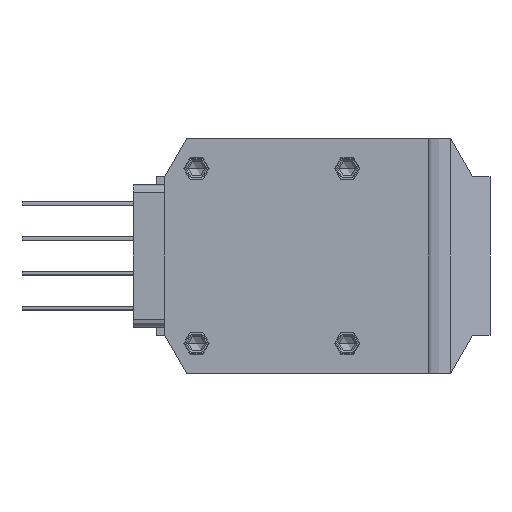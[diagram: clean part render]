
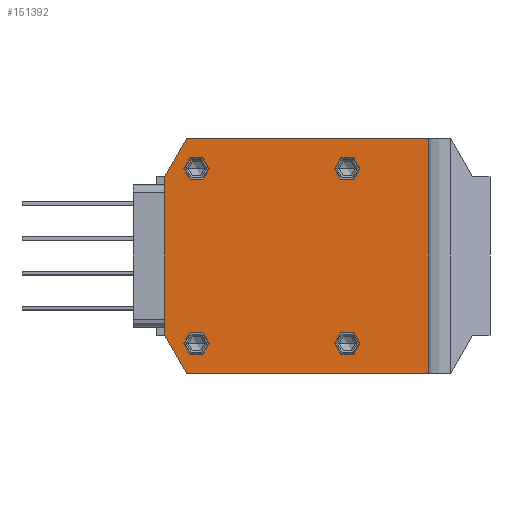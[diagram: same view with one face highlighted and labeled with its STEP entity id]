
A CAD part, front view. The second image highlights one B-rep face of the part: STEP entity #151392.
In plain terms, the highlighted planar face has unit normal (0, -1, 0).
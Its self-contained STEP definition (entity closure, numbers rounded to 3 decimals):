
#1178 = AXIS2_PLACEMENT_3D ( 'NONE', #163879, #76532, #178597 ) ;
#3844 = AXIS2_PLACEMENT_3D ( 'NONE', #7232, #109204, #21871 ) ;
#6097 = CARTESIAN_POINT ( 'NONE',  ( 7.5, 0., 55. ) ) ;
#6205 = EDGE_CURVE ( 'NONE', #61884, #157429, #36286, .T. ) ;
#7018 = EDGE_CURVE ( 'NONE', #157429, #61884, #99683, .T. ) ;
#7232 = CARTESIAN_POINT ( 'NONE',  ( 15., 0., -55. ) ) ;
#7233 = CARTESIAN_POINT ( 'NONE',  ( -80., 0., -55. ) ) ;
#8197 = LINE ( 'NONE', #63336, #42449 ) ;
#9021 = DIRECTION ( 'NONE',  ( 1., 0., 0. ) ) ;
#10185 = CARTESIAN_POINT ( 'NONE',  ( -86.145, 0., -74. ) ) ;
#11638 = VECTOR ( 'NONE', #88959, 1000. ) ;
#13541 = CARTESIAN_POINT ( 'NONE',  ( -80., 0., 55. ) ) ;
#16184 = LINE ( 'NONE', #132915, #11638 ) ;
#17351 = CIRCLE ( 'NONE', #1178, 7.5 ) ;
#19908 = CARTESIAN_POINT ( 'NONE',  ( -86.145, 0., -74. ) ) ;
#21871 = DIRECTION ( 'NONE',  ( 1., 0., 0. ) ) ;
#21874 = DIRECTION ( 'NONE',  ( 1., 0., 0. ) ) ;
#24009 = LINE ( 'NONE', #105107, #135777 ) ;
#24323 = VERTEX_POINT ( 'NONE', #117518 ) ;
#24508 = CARTESIAN_POINT ( 'NONE',  ( 105., 0., -74. ) ) ;
#25313 = FACE_BOUND ( 'NONE', #90126, .T. ) ;
#27400 = EDGE_CURVE ( 'NONE', #127958, #114316, #24009, .T. ) ;
#28221 = DIRECTION ( 'NONE',  ( 1., 0., 0. ) ) ;
#29540 = CARTESIAN_POINT ( 'NONE',  ( -87.5, 0., 55. ) ) ;
#31094 = EDGE_CURVE ( 'NONE', #140470, #158517, #164216, .T. ) ;
#32467 = VECTOR ( 'NONE', #67855, 1000. ) ;
#33884 = AXIS2_PLACEMENT_3D ( 'NONE', #171602, #84230, #186293 ) ;
#34643 = DIRECTION ( 'NONE',  ( 0.5, 0., -0.866 ) ) ;
#36286 = CIRCLE ( 'NONE', #62079, 7.5 ) ;
#39464 = DIRECTION ( 'NONE',  ( 0., -1., 0. ) ) ;
#40075 = CARTESIAN_POINT ( 'NONE',  ( 105., 0., -74. ) ) ;
#42449 = VECTOR ( 'NONE', #165969, 1000. ) ;
#44348 = VECTOR ( 'NONE', #34643, 1000. ) ;
#46238 = LINE ( 'NONE', #111803, #32467 ) ;
#48955 = LINE ( 'NONE', #19908, #44348 ) ;
#51203 = ORIENTED_EDGE ( 'NONE', *, *, #175414, .T. ) ;
#52473 = CARTESIAN_POINT ( 'NONE',  ( -80., 0., 55. ) ) ;
#52693 = ORIENTED_EDGE ( 'NONE', *, *, #7018, .F. ) ;
#54745 = PLANE ( 'NONE',  #94892 ) ;
#57828 = EDGE_CURVE ( 'NONE', #97712, #95382, #147587, .T. ) ;
#61548 = DIRECTION ( 'NONE',  ( 0., -1., 0. ) ) ;
#61884 = VERTEX_POINT ( 'NONE', #29540 ) ;
#62079 = AXIS2_PLACEMENT_3D ( 'NONE', #52473, #154474, #67045 ) ;
#62377 = CARTESIAN_POINT ( 'NONE',  ( -100., 0., -50. ) ) ;
#62397 = ORIENTED_EDGE ( 'NONE', *, *, #6205, .F. ) ;
#63336 = CARTESIAN_POINT ( 'NONE',  ( 105., 0., 74. ) ) ;
#64094 = FACE_BOUND ( 'NONE', #184132, .T. ) ;
#67045 = DIRECTION ( 'NONE',  ( 1., 0., 0. ) ) ;
#67855 = DIRECTION ( 'NONE',  ( 0., 0., 1. ) ) ;
#71644 = VERTEX_POINT ( 'NONE', #6097 ) ;
#75543 = CIRCLE ( 'NONE', #143094, 7.5 ) ;
#76532 = DIRECTION ( 'NONE',  ( 0., -1., 0. ) ) ;
#77092 = DIRECTION ( 'NONE',  ( -0.5, 0., -0.866 ) ) ;
#80765 = EDGE_CURVE ( 'NONE', #115475, #120290, #75543, .T. ) ;
#80871 = ORIENTED_EDGE ( 'NONE', *, *, #151011, .F. ) ;
#82257 = ORIENTED_EDGE ( 'NONE', *, *, #145335, .F. ) ;
#84230 = DIRECTION ( 'NONE',  ( 0., -1., 0. ) ) ;
#84614 = CIRCLE ( 'NONE', #142485, 7.5 ) ;
#86558 = VECTOR ( 'NONE', #126519, 1000. ) ;
#86917 = ORIENTED_EDGE ( 'NONE', *, *, #102210, .F. ) ;
#88959 = DIRECTION ( 'NONE',  ( 0., 0., 1. ) ) ;
#89826 = ORIENTED_EDGE ( 'NONE', *, *, #31094, .F. ) ;
#90126 = EDGE_LOOP ( 'NONE', ( #82257, #86917 ) ) ;
#92182 = EDGE_CURVE ( 'NONE', #154342, #114316, #46238, .T. ) ;
#94015 = EDGE_LOOP ( 'NONE', ( #174824, #133716 ) ) ;
#94813 = CIRCLE ( 'NONE', #146657, 7.5 ) ;
#94892 = AXIS2_PLACEMENT_3D ( 'NONE', #40075, #39464, #156728 ) ;
#95382 = VERTEX_POINT ( 'NONE', #158389 ) ;
#96255 = DIRECTION ( 'NONE',  ( 0., -1., 0. ) ) ;
#97712 = VERTEX_POINT ( 'NONE', #120327 ) ;
#98100 = EDGE_CURVE ( 'NONE', #24323, #127958, #8197, .T. ) ;
#99683 = CIRCLE ( 'NONE', #119615, 7.5 ) ;
#102191 = EDGE_CURVE ( 'NONE', #140470, #24323, #16184, .T. ) ;
#102210 = EDGE_CURVE ( 'NONE', #71644, #151651, #84614, .T. ) ;
#102829 = FACE_BOUND ( 'NONE', #180366, .T. ) ;
#105057 = CARTESIAN_POINT ( 'NONE',  ( 66., 0., -74. ) ) ;
#105107 = CARTESIAN_POINT ( 'NONE',  ( -86.145, 0., 74. ) ) ;
#105401 = CIRCLE ( 'NONE', #33884, 7.5 ) ;
#105775 = CARTESIAN_POINT ( 'NONE',  ( -100., 0., 50. ) ) ;
#108246 = CARTESIAN_POINT ( 'NONE',  ( -87.5, 0., -55. ) ) ;
#109204 = DIRECTION ( 'NONE',  ( 0., -1., 0. ) ) ;
#109205 = DIRECTION ( 'NONE',  ( 0., -1., 0. ) ) ;
#111803 = CARTESIAN_POINT ( 'NONE',  ( -100., 0., -50. ) ) ;
#113298 = CARTESIAN_POINT ( 'NONE',  ( -72.5, 0., 55. ) ) ;
#114316 = VERTEX_POINT ( 'NONE', #105775 ) ;
#115475 = VERTEX_POINT ( 'NONE', #155709 ) ;
#115557 = DIRECTION ( 'NONE',  ( 0., -1., 0. ) ) ;
#117518 = CARTESIAN_POINT ( 'NONE',  ( 66., 0., 74. ) ) ;
#118945 = ORIENTED_EDGE ( 'NONE', *, *, #57828, .F. ) ;
#119615 = AXIS2_PLACEMENT_3D ( 'NONE', #13541, #115557, #28221 ) ;
#120290 = VERTEX_POINT ( 'NONE', #108246 ) ;
#120327 = CARTESIAN_POINT ( 'NONE',  ( 7.5, 0., -55. ) ) ;
#120527 = ORIENTED_EDGE ( 'NONE', *, *, #27400, .T. ) ;
#126519 = DIRECTION ( 'NONE',  ( -1., 0., 0. ) ) ;
#127958 = VERTEX_POINT ( 'NONE', #149487 ) ;
#132915 = CARTESIAN_POINT ( 'NONE',  ( 66., 0., -74. ) ) ;
#133716 = ORIENTED_EDGE ( 'NONE', *, *, #153954, .F. ) ;
#135777 = VECTOR ( 'NONE', #77092, 1000. ) ;
#137067 = FACE_OUTER_BOUND ( 'NONE', #182309, .T. ) ;
#140470 = VERTEX_POINT ( 'NONE', #105057 ) ;
#142485 = AXIS2_PLACEMENT_3D ( 'NONE', #148953, #61548, #163574 ) ;
#143094 = AXIS2_PLACEMENT_3D ( 'NONE', #7233, #109205, #21874 ) ;
#145335 = EDGE_CURVE ( 'NONE', #151651, #71644, #17351, .T. ) ;
#146657 = AXIS2_PLACEMENT_3D ( 'NONE', #183741, #96255, #9021 ) ;
#147587 = CIRCLE ( 'NONE', #3844, 7.5 ) ;
#148953 = CARTESIAN_POINT ( 'NONE',  ( 15., 0., 55. ) ) ;
#149487 = CARTESIAN_POINT ( 'NONE',  ( -86.145, 0., 74. ) ) ;
#151011 = EDGE_CURVE ( 'NONE', #95382, #97712, #105401, .T. ) ;
#151392 = ADVANCED_FACE ( 'NONE', ( #175882, #25313, #64094, #102829, #137067 ), #54745, .T. ) ;
#151651 = VERTEX_POINT ( 'NONE', #174248 ) ;
#153954 = EDGE_CURVE ( 'NONE', #120290, #115475, #94813, .T. ) ;
#154342 = VERTEX_POINT ( 'NONE', #62377 ) ;
#154474 = DIRECTION ( 'NONE',  ( 0., -1., 0. ) ) ;
#155709 = CARTESIAN_POINT ( 'NONE',  ( -72.5, 0., -55. ) ) ;
#156728 = DIRECTION ( 'NONE',  ( 0., 0., -1. ) ) ;
#157429 = VERTEX_POINT ( 'NONE', #113298 ) ;
#158389 = CARTESIAN_POINT ( 'NONE',  ( 22.5, 0., -55. ) ) ;
#158517 = VERTEX_POINT ( 'NONE', #10185 ) ;
#159308 = ORIENTED_EDGE ( 'NONE', *, *, #98100, .T. ) ;
#163574 = DIRECTION ( 'NONE',  ( 1., 0., 0. ) ) ;
#163879 = CARTESIAN_POINT ( 'NONE',  ( 15., 0., 55. ) ) ;
#164216 = LINE ( 'NONE', #24508, #86558 ) ;
#165969 = DIRECTION ( 'NONE',  ( -1., 0., 0. ) ) ;
#165974 = ORIENTED_EDGE ( 'NONE', *, *, #92182, .F. ) ;
#171602 = CARTESIAN_POINT ( 'NONE',  ( 15., 0., -55. ) ) ;
#174248 = CARTESIAN_POINT ( 'NONE',  ( 22.5, 0., 55. ) ) ;
#174824 = ORIENTED_EDGE ( 'NONE', *, *, #80765, .F. ) ;
#175414 = EDGE_CURVE ( 'NONE', #154342, #158517, #48955, .T. ) ;
#175882 = FACE_BOUND ( 'NONE', #94015, .T. ) ;
#178597 = DIRECTION ( 'NONE',  ( 1., 0., 0. ) ) ;
#180366 = EDGE_LOOP ( 'NONE', ( #52693, #62397 ) ) ;
#181606 = ORIENTED_EDGE ( 'NONE', *, *, #102191, .T. ) ;
#182309 = EDGE_LOOP ( 'NONE', ( #181606, #159308, #120527, #165974, #51203, #89826 ) ) ;
#183741 = CARTESIAN_POINT ( 'NONE',  ( -80., 0., -55. ) ) ;
#184132 = EDGE_LOOP ( 'NONE', ( #80871, #118945 ) ) ;
#186293 = DIRECTION ( 'NONE',  ( 1., 0., 0. ) ) ;
